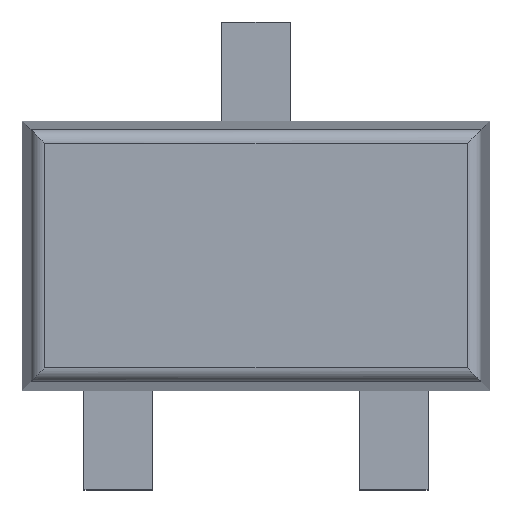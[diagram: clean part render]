
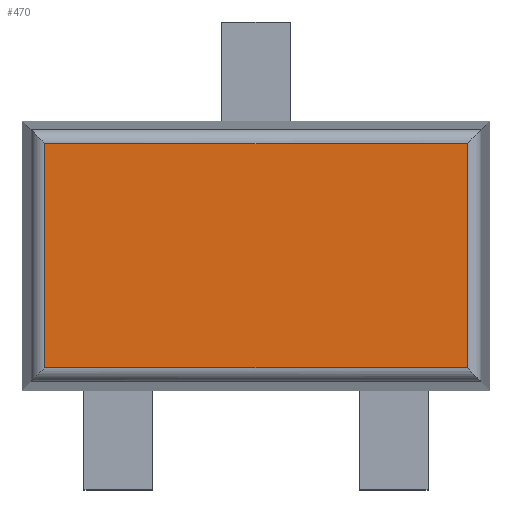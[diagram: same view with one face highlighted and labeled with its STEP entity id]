
A CAD part, top view. The second image highlights one B-rep face of the part: STEP entity #470.
In plain terms, the highlighted planar face has unit normal (0, 0, 1).
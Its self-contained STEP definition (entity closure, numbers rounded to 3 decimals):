
#470 = ADVANCED_FACE('',(#471),#505,.T.);
#471 = FACE_BOUND('',#472,.T.);
#472 = EDGE_LOOP('',(#473,#483,#491,#499));
#473 = ORIENTED_EDGE('',*,*,#474,.T.);
#474 = EDGE_CURVE('',#475,#477,#479,.T.);
#475 = VERTEX_POINT('',#476);
#476 = CARTESIAN_POINT('',(0.767,-0.418,0.781));
#477 = VERTEX_POINT('',#478);
#478 = CARTESIAN_POINT('',(0.767,0.397,0.781));
#479 = LINE('',#480,#481);
#480 = CARTESIAN_POINT('',(0.767,0.444,0.781));
#481 = VECTOR('',#482,1.);
#482 = DIRECTION('',(0.,1.,0.));
#483 = ORIENTED_EDGE('',*,*,#484,.T.);
#484 = EDGE_CURVE('',#477,#485,#487,.T.);
#485 = VERTEX_POINT('',#486);
#486 = CARTESIAN_POINT('',(-0.767,0.397,0.781));
#487 = LINE('',#488,#489);
#488 = CARTESIAN_POINT('',(-0.815,0.397,0.781));
#489 = VECTOR('',#490,1.);
#490 = DIRECTION('',(-1.,0.,0.));
#491 = ORIENTED_EDGE('',*,*,#492,.T.);
#492 = EDGE_CURVE('',#485,#493,#495,.T.);
#493 = VERTEX_POINT('',#494);
#494 = CARTESIAN_POINT('',(-0.767,-0.418,0.781));
#495 = LINE('',#496,#497);
#496 = CARTESIAN_POINT('',(-0.767,-0.465,0.781));
#497 = VECTOR('',#498,1.);
#498 = DIRECTION('',(0.,-1.,0.));
#499 = ORIENTED_EDGE('',*,*,#500,.T.);
#500 = EDGE_CURVE('',#493,#475,#501,.T.);
#501 = LINE('',#502,#503);
#502 = CARTESIAN_POINT('',(0.815,-0.418,0.781));
#503 = VECTOR('',#504,1.);
#504 = DIRECTION('',(1.,0.,0.));
#505 = PLANE('',#506);
#506 = AXIS2_PLACEMENT_3D('',#507,#508,#509);
#507 = CARTESIAN_POINT('',(0.85,-0.501,0.781));
#508 = DIRECTION('',(0.,0.,1.));
#509 = DIRECTION('',(0.,-1.,0.));
